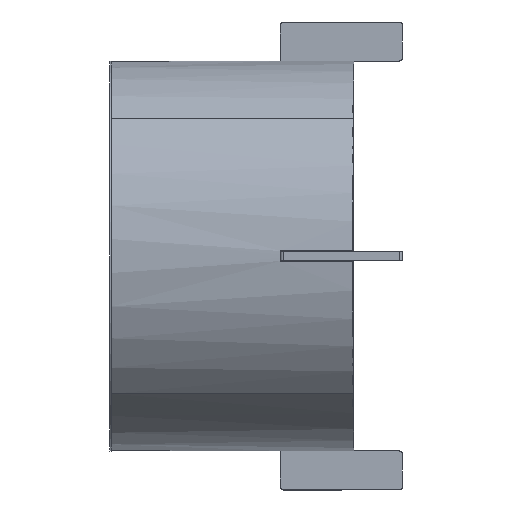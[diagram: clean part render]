
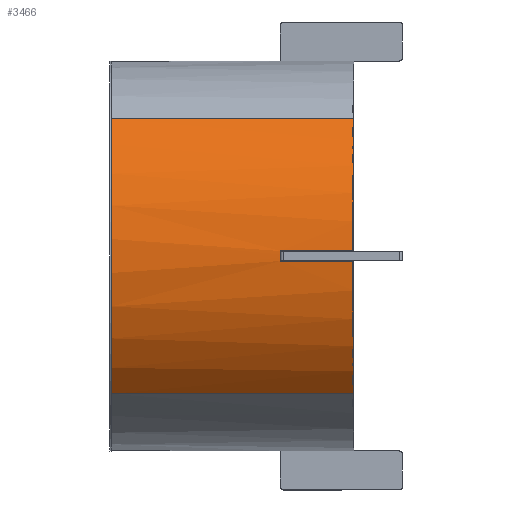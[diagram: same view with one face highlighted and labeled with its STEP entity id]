
A CAD part, left-side view. The second image highlights one B-rep face of the part: STEP entity #3466.
In plain terms, the highlighted cylindrical face has radius 400 mm (diameter 800 mm), a partial arc.
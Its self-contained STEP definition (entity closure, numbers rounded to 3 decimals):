
#69 = VECTOR ( 'NONE', #1377, 1000. ) ;
#120 = CARTESIAN_POINT ( 'NONE',  ( 400., 497., 0.1 ) ) ;
#349 = CIRCLE ( 'NONE', #3447, 400. ) ;
#510 = EDGE_CURVE ( 'NONE', #3569, #1497, #349, .T. ) ;
#533 = VECTOR ( 'NONE', #2955, 1000. ) ;
#632 = LINE ( 'NONE', #3264, #69 ) ;
#645 = EDGE_CURVE ( 'NONE', #4056, #2817, #2403, .T. ) ;
#653 = CARTESIAN_POINT ( 'NONE',  ( 0., 0., 0. ) ) ;
#722 = EDGE_LOOP ( 'NONE', ( #3196, #2625, #3962, #3494, #2786, #3142, #2056, #4391 ) ) ;
#733 = EDGE_CURVE ( 'NONE', #2549, #4056, #3516, .T. ) ;
#780 = DIRECTION ( 'NONE',  ( 0., -1., 0. ) ) ;
#860 = VERTEX_POINT ( 'NONE', #3651 ) ;
#1029 = CARTESIAN_POINT ( 'NONE',  ( 0., 0., 0. ) ) ;
#1193 = EDGE_CURVE ( 'NONE', #860, #2232, #1886, .T. ) ;
#1217 = DIRECTION ( 'NONE',  ( 0., 1., 0. ) ) ;
#1377 = DIRECTION ( 'NONE',  ( 0., -1., 0. ) ) ;
#1485 = CARTESIAN_POINT ( 'NONE',  ( 0., 497., 0. ) ) ;
#1497 = VERTEX_POINT ( 'NONE', #2468 ) ;
#1519 = DIRECTION ( 'NONE',  ( 0., 0., 1. ) ) ;
#1609 = EDGE_CURVE ( 'NONE', #2817, #3557, #4901, .T. ) ;
#1669 = DIRECTION ( 'NONE',  ( 0., -1., 0. ) ) ;
#1745 = CARTESIAN_POINT ( 'NONE',  ( 0., 497., 400. ) ) ;
#1809 = CARTESIAN_POINT ( 'NONE',  ( 275.482, 150.2, 290.016 ) ) ;
#1835 = DIRECTION ( 'NONE',  ( 0., 0., 1. ) ) ;
#1853 = FACE_OUTER_BOUND ( 'NONE', #722, .T. ) ;
#1886 = CIRCLE ( 'NONE', #4809, 400. ) ;
#2056 = ORIENTED_EDGE ( 'NONE', *, *, #1193, .T. ) ;
#2064 = EDGE_CURVE ( 'NONE', #3557, #860, #632, .T. ) ;
#2232 = VERTEX_POINT ( 'NONE', #2482 ) ;
#2316 = EDGE_CURVE ( 'NONE', #3569, #2549, #3622, .T. ) ;
#2365 = CARTESIAN_POINT ( 'NONE',  ( 0., 497., 400. ) ) ;
#2403 = LINE ( 'NONE', #3682, #3369 ) ;
#2454 = DIRECTION ( 'NONE',  ( 0., 0., 1. ) ) ;
#2468 = CARTESIAN_POINT ( 'NONE',  ( 400., 497., 0.1 ) ) ;
#2482 = CARTESIAN_POINT ( 'NONE',  ( 400., 0., 0.1 ) ) ;
#2542 = CARTESIAN_POINT ( 'NONE',  ( 0., 497., 0. ) ) ;
#2549 = VERTEX_POINT ( 'NONE', #3510 ) ;
#2561 = DIRECTION ( 'NONE',  ( 0., 0., 1. ) ) ;
#2625 = ORIENTED_EDGE ( 'NONE', *, *, #2316, .T. ) ;
#2730 = CARTESIAN_POINT ( 'NONE',  ( 290.016, 150.2, 275.482 ) ) ;
#2760 = LINE ( 'NONE', #120, #4704 ) ;
#2786 = ORIENTED_EDGE ( 'NONE', *, *, #1609, .T. ) ;
#2817 = VERTEX_POINT ( 'NONE', #1809 ) ;
#2955 = DIRECTION ( 'NONE',  ( 0., -1., 0. ) ) ;
#2977 = CARTESIAN_POINT ( 'NONE',  ( 0., 150.2, 0. ) ) ;
#3005 = DIRECTION ( 'NONE',  ( 0., 1., 0. ) ) ;
#3023 = DIRECTION ( 'NONE',  ( 0., 0., -1. ) ) ;
#3041 = DIRECTION ( 'NONE',  ( 0., 1., 0. ) ) ;
#3087 = CARTESIAN_POINT ( 'NONE',  ( 275.482, 0., 290.016 ) ) ;
#3142 = ORIENTED_EDGE ( 'NONE', *, *, #2064, .T. ) ;
#3196 = ORIENTED_EDGE ( 'NONE', *, *, #510, .F. ) ;
#3262 = EDGE_CURVE ( 'NONE', #1497, #2232, #2760, .T. ) ;
#3264 = CARTESIAN_POINT ( 'NONE',  ( 290.016, 497., 275.482 ) ) ;
#3369 = VECTOR ( 'NONE', #1217, 1000. ) ;
#3370 = DIRECTION ( 'NONE',  ( 0., 1., 0. ) ) ;
#3376 = AXIS2_PLACEMENT_3D ( 'NONE', #1485, #780, #3023 ) ;
#3447 = AXIS2_PLACEMENT_3D ( 'NONE', #2542, #3370, #1835 ) ;
#3466 = ADVANCED_FACE ( 'NONE', ( #1853 ), #4881, .T. ) ;
#3494 = ORIENTED_EDGE ( 'NONE', *, *, #645, .T. ) ;
#3510 = CARTESIAN_POINT ( 'NONE',  ( 0., 0., 400. ) ) ;
#3516 = CIRCLE ( 'NONE', #4236, 400. ) ;
#3557 = VERTEX_POINT ( 'NONE', #2730 ) ;
#3569 = VERTEX_POINT ( 'NONE', #2365 ) ;
#3593 = DIRECTION ( 'NONE',  ( 0., 1., 0. ) ) ;
#3622 = LINE ( 'NONE', #1745, #533 ) ;
#3651 = CARTESIAN_POINT ( 'NONE',  ( 290.016, 0., 275.482 ) ) ;
#3682 = CARTESIAN_POINT ( 'NONE',  ( 275.482, 497., 290.016 ) ) ;
#3962 = ORIENTED_EDGE ( 'NONE', *, *, #733, .T. ) ;
#4056 = VERTEX_POINT ( 'NONE', #3087 ) ;
#4236 = AXIS2_PLACEMENT_3D ( 'NONE', #1029, #3593, #2454 ) ;
#4258 = AXIS2_PLACEMENT_3D ( 'NONE', #2977, #3005, #1519 ) ;
#4391 = ORIENTED_EDGE ( 'NONE', *, *, #3262, .F. ) ;
#4704 = VECTOR ( 'NONE', #1669, 1000. ) ;
#4809 = AXIS2_PLACEMENT_3D ( 'NONE', #653, #3041, #2561 ) ;
#4881 = CYLINDRICAL_SURFACE ( 'NONE', #3376, 400. ) ;
#4901 = CIRCLE ( 'NONE', #4258, 400. ) ;
